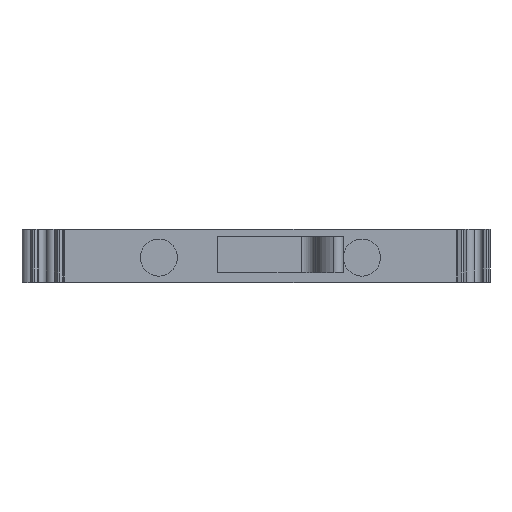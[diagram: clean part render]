
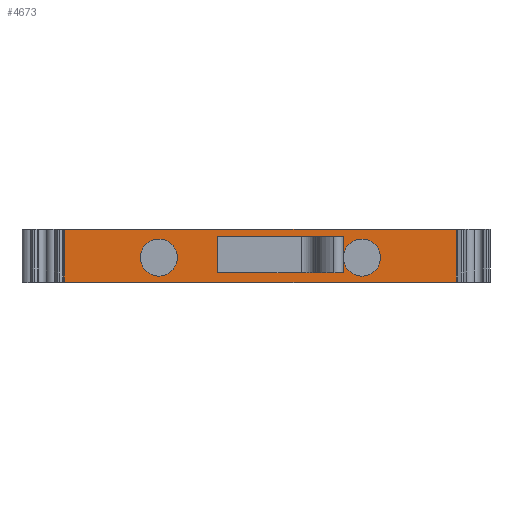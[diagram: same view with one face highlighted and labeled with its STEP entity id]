
A CAD part, top view. The second image highlights one B-rep face of the part: STEP entity #4673.
In plain terms, the highlighted planar face has unit normal (0, 0, 1).
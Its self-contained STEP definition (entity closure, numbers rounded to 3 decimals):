
#74=CIRCLE('',#4845,2.1);
#76=CIRCLE('',#4849,2.1);
#262=ORIENTED_EDGE('',*,*,#1274,.T.);
#263=ORIENTED_EDGE('',*,*,#1275,.F.);
#264=ORIENTED_EDGE('',*,*,#1276,.F.);
#265=ORIENTED_EDGE('',*,*,#1277,.T.);
#266=ORIENTED_EDGE('',*,*,#1240,.T.);
#267=ORIENTED_EDGE('',*,*,#1253,.F.);
#268=ORIENTED_EDGE('',*,*,#1252,.T.);
#269=ORIENTED_EDGE('',*,*,#1254,.T.);
#270=ORIENTED_EDGE('',*,*,#1251,.T.);
#271=ORIENTED_EDGE('',*,*,#1273,.T.);
#272=ORIENTED_EDGE('',*,*,#1278,.F.);
#273=ORIENTED_EDGE('',*,*,#1279,.F.);
#274=ORIENTED_EDGE('',*,*,#1238,.T.);
#275=ORIENTED_EDGE('',*,*,#1236,.F.);
#1236=EDGE_CURVE('',#1750,#1750,#74,.T.);
#1238=EDGE_CURVE('',#1752,#1752,#76,.T.);
#1240=EDGE_CURVE('',#1755,#1753,#2100,.T.);
#1251=EDGE_CURVE('',#1754,#1765,#2105,.T.);
#1252=EDGE_CURVE('',#1766,#1767,#2106,.T.);
#1253=EDGE_CURVE('',#1766,#1753,#2107,.T.);
#1254=EDGE_CURVE('',#1767,#1754,#2108,.T.);
#1273=EDGE_CURVE('',#1765,#1777,#2121,.T.);
#1274=EDGE_CURVE('',#1778,#1779,#2122,.T.);
#1275=EDGE_CURVE('',#1780,#1779,#2123,.T.);
#1276=EDGE_CURVE('',#1781,#1780,#2124,.T.);
#1277=EDGE_CURVE('',#1781,#1778,#2125,.T.);
#1278=EDGE_CURVE('',#1782,#1777,#2126,.T.);
#1279=EDGE_CURVE('',#1755,#1782,#2127,.T.);
#1750=VERTEX_POINT('',#6153);
#1752=VERTEX_POINT('',#6159);
#1753=VERTEX_POINT('',#6162);
#1754=VERTEX_POINT('',#6163);
#1755=VERTEX_POINT('',#6165);
#1765=VERTEX_POINT('',#6185);
#1766=VERTEX_POINT('',#6189);
#1767=VERTEX_POINT('',#6190);
#1777=VERTEX_POINT('',#6229);
#1778=VERTEX_POINT('',#6233);
#1779=VERTEX_POINT('',#6234);
#1780=VERTEX_POINT('',#6236);
#1781=VERTEX_POINT('',#6238);
#1782=VERTEX_POINT('',#6241);
#2100=LINE('',#6164,#2512);
#2105=LINE('',#6186,#2517);
#2106=LINE('',#6188,#2518);
#2107=LINE('',#6191,#2519);
#2108=LINE('',#6192,#2520);
#2121=LINE('',#6230,#2533);
#2122=LINE('',#6232,#2534);
#2123=LINE('',#6235,#2535);
#2124=LINE('',#6237,#2536);
#2125=LINE('',#6239,#2537);
#2126=LINE('',#6240,#2538);
#2127=LINE('',#6242,#2539);
#2512=VECTOR('',#5174,1000.);
#2517=VECTOR('',#5191,1000.);
#2518=VECTOR('',#5194,1000.);
#2519=VECTOR('',#5195,1000.);
#2520=VECTOR('',#5196,1000.);
#2533=VECTOR('',#5239,1000.);
#2534=VECTOR('',#5242,1000.);
#2535=VECTOR('',#5243,1000.);
#2536=VECTOR('',#5244,1000.);
#2537=VECTOR('',#5245,1000.);
#2538=VECTOR('',#5246,1000.);
#2539=VECTOR('',#5247,1000.);
#2926=EDGE_LOOP('',(#262,#263,#264,#265));
#2927=EDGE_LOOP('',(#266,#267,#268,#269,#270,#271,#272,#273));
#2928=EDGE_LOOP('',(#274));
#2929=EDGE_LOOP('',(#275));
#3110=FACE_BOUND('',#2926,.T.);
#3111=FACE_BOUND('',#2927,.T.);
#3112=FACE_BOUND('',#2928,.T.);
#3113=FACE_BOUND('',#2929,.T.);
#3284=PLANE('',#4873);
#4673=ADVANCED_FACE('',(#3110,#3111,#3112,#3113),#3284,.F.);
#4845=AXIS2_PLACEMENT_3D('',#6152,#5161,#5162);
#4849=AXIS2_PLACEMENT_3D('',#6158,#5169,#5170);
#4873=AXIS2_PLACEMENT_3D('',#6231,#5240,#5241);
#5161=DIRECTION('',(0.,0.,1.));
#5162=DIRECTION('',(1.,0.,0.));
#5169=DIRECTION('',(0.,0.,-1.));
#5170=DIRECTION('',(1.,0.,0.));
#5174=DIRECTION('',(1.,0.,0.));
#5191=DIRECTION('',(1.,0.,0.));
#5194=DIRECTION('',(1.,0.,0.));
#5195=DIRECTION('',(0.,1.,0.));
#5196=DIRECTION('',(0.,1.,0.));
#5239=DIRECTION('',(0.,-1.,0.));
#5240=DIRECTION('',(0.,0.,-1.));
#5241=DIRECTION('',(-1.,0.,0.));
#5242=DIRECTION('',(1.,0.,0.));
#5243=DIRECTION('',(0.,-1.,0.));
#5244=DIRECTION('',(1.,0.,0.));
#5245=DIRECTION('',(0.,-1.,0.));
#5246=DIRECTION('',(1.,0.,0.));
#5247=DIRECTION('',(0.,-1.,0.));
#6152=CARTESIAN_POINT('',(12.347,2.78,25.425));
#6153=CARTESIAN_POINT('',(14.447,2.78,25.425));
#6158=CARTESIAN_POINT('',(-10.653,2.78,25.425));
#6159=CARTESIAN_POINT('',(-8.553,2.78,25.425));
#6162=CARTESIAN_POINT('',(8.567,5.15,25.425));
#6163=CARTESIAN_POINT('',(9.347,5.15,25.425));
#6164=CARTESIAN_POINT('',(-4.953,5.15,25.425));
#6165=CARTESIAN_POINT('',(-4.033,5.15,25.425));
#6185=CARTESIAN_POINT('',(10.222,5.15,25.425));
#6186=CARTESIAN_POINT('',(8.567,5.15,25.425));
#6188=CARTESIAN_POINT('',(8.567,2.78,25.425));
#6189=CARTESIAN_POINT('',(8.567,2.78,25.425));
#6190=CARTESIAN_POINT('',(9.347,2.78,25.425));
#6191=CARTESIAN_POINT('',(8.567,1.05,25.425));
#6192=CARTESIAN_POINT('',(9.347,1.,25.425));
#6229=CARTESIAN_POINT('',(10.222,1.05,25.425));
#6230=CARTESIAN_POINT('',(10.222,6.,25.425));
#6231=CARTESIAN_POINT('',(23.044,6.,25.425));
#6232=CARTESIAN_POINT('',(23.044,0.,25.425));
#6233=CARTESIAN_POINT('',(-21.349,0.,25.425));
#6234=CARTESIAN_POINT('',(23.044,0.,25.425));
#6235=CARTESIAN_POINT('',(23.044,6.,25.425));
#6236=CARTESIAN_POINT('',(23.044,6.,25.425));
#6237=CARTESIAN_POINT('',(23.044,6.,25.425));
#6238=CARTESIAN_POINT('',(-21.349,6.,25.425));
#6239=CARTESIAN_POINT('',(-21.349,6.,25.425));
#6240=CARTESIAN_POINT('',(23.044,1.05,25.425));
#6241=CARTESIAN_POINT('',(-4.033,1.05,25.425));
#6242=CARTESIAN_POINT('',(-4.033,1.05,25.425));
